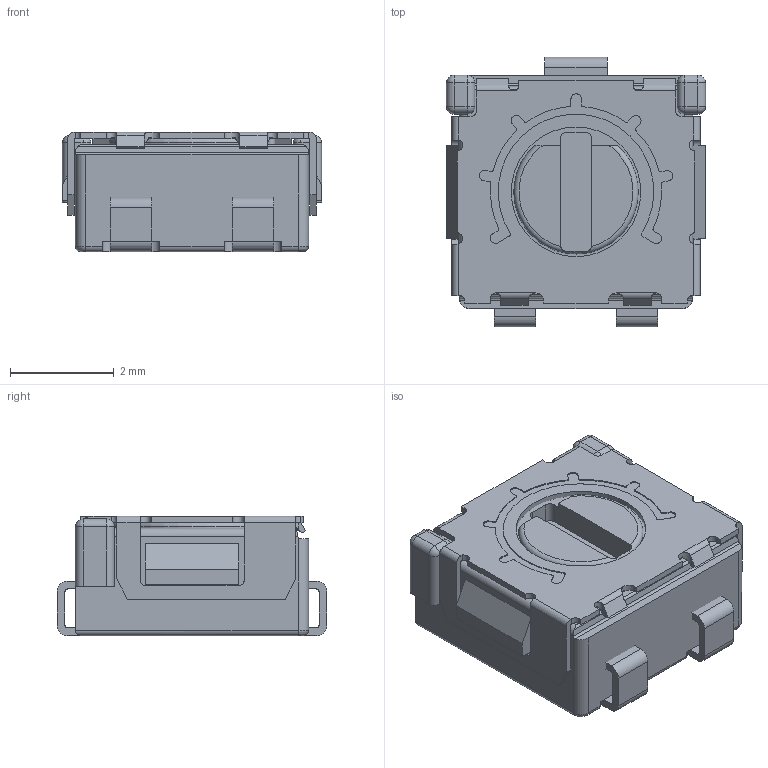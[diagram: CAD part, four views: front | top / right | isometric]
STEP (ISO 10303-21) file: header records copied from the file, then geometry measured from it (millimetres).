
FILE_DESCRIPTION(('FreeCAD Model'),'2;1');
FILE_NAME('ST_4ETA50k__503__cp.step', '2018-05-26T20:07:08',('kicad StepUp'),('ksu MCAD'), 'Open CASCADE STEP processor 7.2','FreeCAD','Unknown');
FILE_SCHEMA(('AUTOMOTIVE_DESIGN_CC2 { 1 2 10303 214 -1 1 5 4 }'));
Length unit declared in the file: millimetre
Products named in the file (1): ST_4ETA50k__503__cp
Bounding box: 5 x 5.2 x 2.3 mm (x, y, z)
Volume: 45.1 mm3; surface area: 182.8 mm2
Topology: 5 solids, 5 shells, 298 faces, 823 edges, 531 vertices
Faces by surface type: plane 168, cylinder 116, sphere 8, cone 2, revolution 2, torus 2
Full cylindrical faces by diameter (mm): 0.2 x1, 1.8 x1, 2.5 x1, 3.2 x1, 3.8 x1
Entity records: 11716 total; most frequent: CARTESIAN_POINT 1872, DIRECTION 1638, ORIENTED_EDGE 1630, EDGE_CURVE 815, AXIS2_PLACEMENT_3D 549, LINE 538, VECTOR 538, VERTEX_POINT 531
